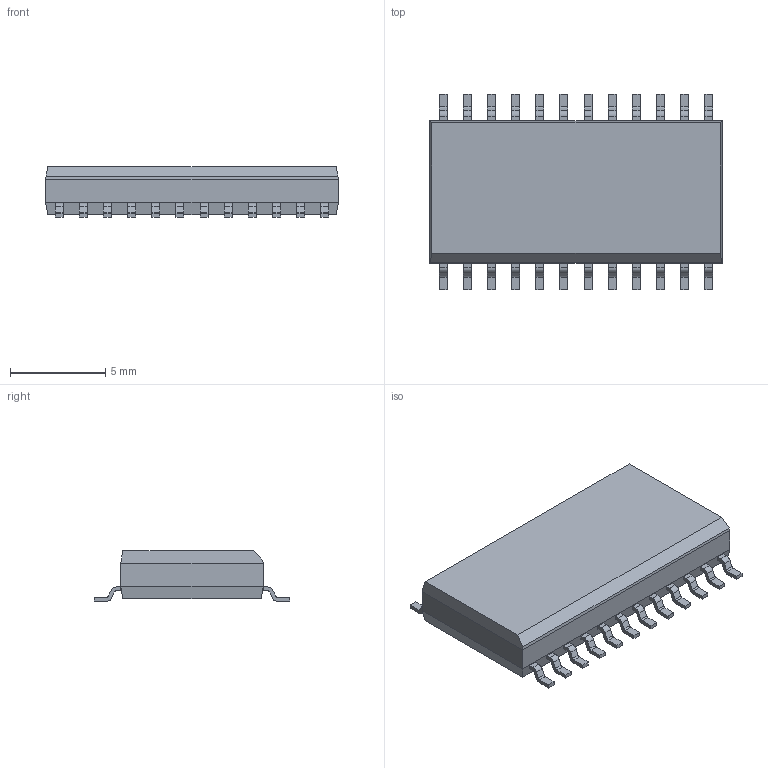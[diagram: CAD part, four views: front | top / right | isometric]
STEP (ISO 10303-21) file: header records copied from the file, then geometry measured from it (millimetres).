
FILE_DESCRIPTION (( 'STEP AP214' ), '1' );
FILE_NAME ( 'SOIC24P127_1539X1030X265L65X42.STEP', '2017-10-10T22:06:53', ( '' ), ( '' ), 'Part was generated with the free Library Expert Lite available at www.PCBLibraries.com. Removing line will violate the End User License Agreement.', '©2017 PCB Libraries, Inc.', '' );
FILE_SCHEMA (( 'AUTOMOTIVE_DESIGN' ));
Length unit declared in the file: millimetre
Products named in the file (1): SOIC24P127_1539X1030X265L65X42
Bounding box: 15.39 x 10.3 x 2.65 mm (x, y, z)
Volume: 289.5 mm3; surface area: 387.5 mm2
Topology: 25 solids, 25 shells, 351 faces, 895 edges, 594 vertices
Faces by surface type: plane 255, cylinder 96
Entity records: 11841 total; most frequent: CARTESIAN_POINT 1841, DIRECTION 1791, ORIENTED_EDGE 1790, EDGE_CURVE 895, VECTOR 703, LINE 703, VERTEX_POINT 594, AXIS2_PLACEMENT_3D 544
